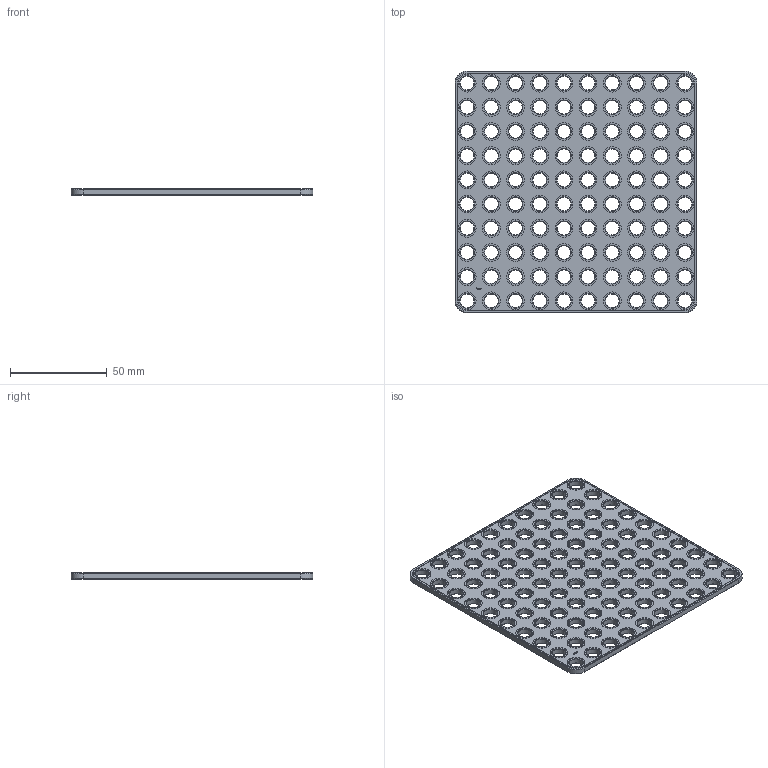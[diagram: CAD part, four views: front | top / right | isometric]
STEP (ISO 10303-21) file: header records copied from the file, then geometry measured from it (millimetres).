
FILE_DESCRIPTION(('FreeCAD Model'),'2;1');
FILE_NAME('Open CASCADE Shape Model','2024-01-31T15:15:56',(''),(''), 'Open CASCADE STEP processor 7.6','FreeCAD','Unknown');
FILE_SCHEMA(('AUTOMOTIVE_DESIGN { 1 0 10303 214 1 1 1 1 }'));
Products named in the file (1): Plate SQR CRNR BU10x00.25 - SPN-PLT-0045 (stemfie.org)
Bounding box: 125 x 125 x 3.12 mm (x, y, z)
Volume: 34767.5 mm3; surface area: 31641 mm2
Topology: 1 solids, 1 shells, 980 faces, 2319 edges, 1474 vertices
Faces by surface type: plane 430, cylinder 208, cone 208, extrusion 134
Full cylindrical faces by diameter (mm): 7 x100, 9.2 x100
Entity records: 59665 total; most frequent: CARTESIAN_POINT 13645, DIRECTION 7981, VECTOR 4823, LINE 4689, ORIENTED_EDGE 4638, PCURVE 4638, DEFINITIONAL_REPRESENTATION 4638, EDGE_CURVE 2319
